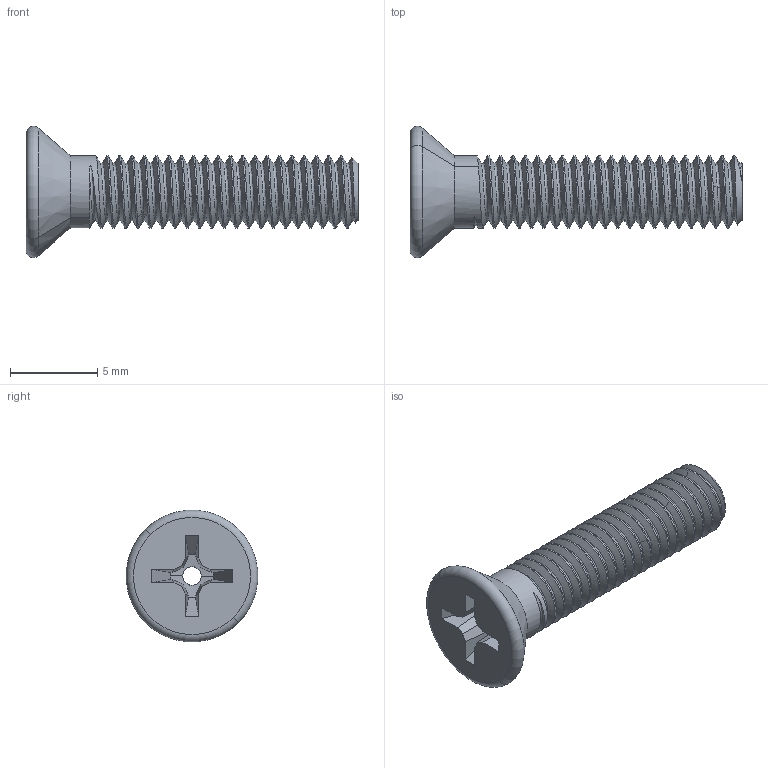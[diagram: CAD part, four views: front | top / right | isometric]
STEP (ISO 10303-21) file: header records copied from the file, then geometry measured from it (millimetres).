
FILE_DESCRIPTION((''),'2;1');
FILE_NAME('001_FLAT_HEAD_INCH_ASM','2023-11-15T',('SYSTEM'),(''),'PRO/ENGINEER BY PARAMETRIC TECHNOLOGY CORPORATION, 2016360','PRO/ENGINEER BY PARAMETRIC TECHNOLOGY CORPORATION, 2016360','');
FILE_SCHEMA(('AUTOMOTIVE_DESIGN { 1 0 10303 214 1 1 1 1 }'));
Length unit declared in the file: inch
Products named in the file (2): F-F164; 001_FLAT_HEAD_INCH_ASM
Assembly tree (1 placements, depth 2):
  001_FLAT_HEAD_INCH_ASM
    F-F164
Bounding box: 19.05 x 7.54 x 7.54 mm (x, y, z)
Volume: 237.1 mm3; surface area: 506.1 mm2
Topology: 1 solids, 1 shells, 95 faces, 261 edges, 168 vertices
Faces by surface type: cylinder 44, bspline 28, plane 14, cone 7, torus 2
Entity records: 18638 total; most frequent: CARTESIAN_POINT 16358, ORIENTED_EDGE 522, DIRECTION 279, EDGE_CURVE 261, VERTEX_POINT 168, B_SPLINE_CURVE_WITH_KNOTS 141, COLOUR_RGB 111, VECTOR 101
